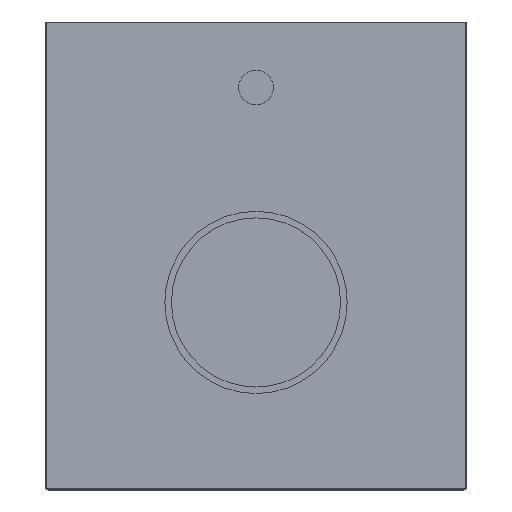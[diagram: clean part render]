
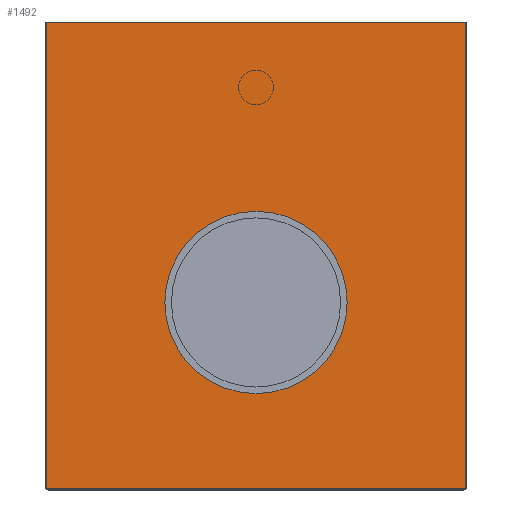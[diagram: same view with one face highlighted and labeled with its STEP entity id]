
A CAD part, top view. The second image highlights one B-rep face of the part: STEP entity #1492.
In plain terms, the highlighted planar face has unit normal (0, 0, 1).
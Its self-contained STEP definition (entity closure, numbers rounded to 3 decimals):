
#1224=CARTESIAN_POINT('',(2801.689,6929.948,40.));
#1225=VERTEX_POINT('',#1224);
#1232=CARTESIAN_POINT('',(2801.689,7429.148,40.));
#1233=VERTEX_POINT('',#1232);
#1234=CARTESIAN_POINT('',(2801.689,6929.948,40.));
#1235=DIRECTION('',(0.0,1.0,0.0));
#1236=VECTOR('',#1235,499.2);
#1237=LINE('',#1234,#1236);
#1238=EDGE_CURVE('',#1225,#1233,#1237,.T.);
#1272=CARTESIAN_POINT('',(3250.089,6929.948,40.));
#1273=VERTEX_POINT('',#1272);
#1280=CARTESIAN_POINT('',(3250.089,6929.948,40.));
#1281=DIRECTION('',(-1.0,0.0,0.0));
#1282=VECTOR('',#1281,448.4);
#1283=LINE('',#1280,#1282);
#1284=EDGE_CURVE('',#1273,#1225,#1283,.T.);
#1438=CARTESIAN_POINT('',(3250.089,7429.148,40.));
#1439=VERTEX_POINT('',#1438);
#1446=CARTESIAN_POINT('',(3250.089,7429.148,40.));
#1447=DIRECTION('',(0.0,-1.0,0.0));
#1448=VECTOR('',#1447,499.2);
#1449=LINE('',#1446,#1448);
#1450=EDGE_CURVE('',#1439,#1273,#1449,.T.);
#1456=CARTESIAN_POINT('',(3025.889,7429.149,40.));
#1457=DIRECTION('',(0.0,0.0,1.0));
#1458=DIRECTION('',(1.0,0.0,0.0));
#1459=AXIS2_PLACEMENT_3D('',#1456,#1457,#1458);
#1460=PLANE('',#1459);
#1461=ORIENTED_EDGE('',*,*,#1238,.F.);
#1462=ORIENTED_EDGE('',*,*,#1284,.F.);
#1463=ORIENTED_EDGE('',*,*,#1450,.F.);
#1464=CARTESIAN_POINT('',(2801.689,7429.148,40.));
#1465=DIRECTION('',(1.0,0.0,0.0));
#1466=VECTOR('',#1465,448.4);
#1467=LINE('',#1464,#1466);
#1468=EDGE_CURVE('',#1233,#1439,#1467,.T.);
#1469=ORIENTED_EDGE('',*,*,#1468,.F.);
#1470=EDGE_LOOP('',(#1461,#1462,#1463,#1469));
#1471=FACE_OUTER_BOUND('',#1470,.T.);
#1472=CARTESIAN_POINT('',(2928.389,7129.147,40.));
#1473=VERTEX_POINT('',#1472);
#1474=CARTESIAN_POINT('',(3123.389,7129.147,40.));
#1475=VERTEX_POINT('',#1474);
#1476=CARTESIAN_POINT('',(3025.889,7129.146,40.));
#1477=DIRECTION('',(0.0,0.0,-1.0));
#1478=DIRECTION('',(1.,0.,0.0));
#1479=AXIS2_PLACEMENT_3D('',#1476,#1477,#1478);
#1480=CIRCLE('',#1479,97.5);
#1481=EDGE_CURVE('',#1473,#1475,#1480,.T.);
#1482=ORIENTED_EDGE('',*,*,#1481,.T.);
#1483=CARTESIAN_POINT('',(3025.889,7129.148,40.));
#1484=DIRECTION('',(0.0,0.0,-1.0));
#1485=DIRECTION('',(-1.,0.,0.0));
#1486=AXIS2_PLACEMENT_3D('',#1483,#1484,#1485);
#1487=CIRCLE('',#1486,97.5);
#1488=EDGE_CURVE('',#1475,#1473,#1487,.T.);
#1489=ORIENTED_EDGE('',*,*,#1488,.T.);
#1490=EDGE_LOOP('',(#1482,#1489));
#1491=FACE_BOUND('',#1490,.T.);
#1492=ADVANCED_FACE('',(#1471,#1491),#1460,.T.);
